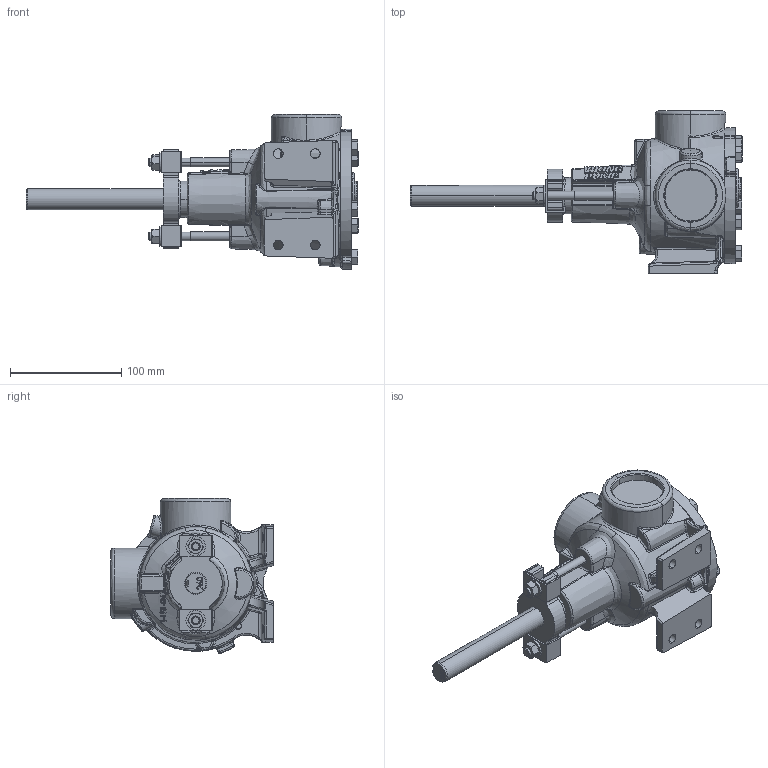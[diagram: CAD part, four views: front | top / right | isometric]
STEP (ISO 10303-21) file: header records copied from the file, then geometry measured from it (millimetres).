
FILE_DESCRIPTION (( 'STEP AP214' ), '1' );
FILE_NAME ('HL32.STEP', '2016-12-14T16:19:47', ( '' ), ( '' ), 'SwSTEP 2.0', 'SolidWorks 2016', '' );
FILE_SCHEMA (( 'AUTOMOTIVE_DESIGN' ));
Length unit declared in the file: inch
Products named in the file (2): HL32
Bounding box: 298.55 x 146.32 x 139.66 mm (x, y, z)
Volume: 1213986.1 mm3; surface area: 117789.9 mm2
Topology: 1 solids, 1 shells, 1211 faces, 3039 edges, 1835 vertices
Faces by surface type: bspline 507, plane 382, cylinder 172, cone 150
Entity records: 67708 total; most frequent: CARTESIAN_POINT 37059, ORIENTED_EDGE 5972, DIRECTION 3844, EDGE_CURVE 2986, VERTEX_POINT 1835, AXIS2_PLACEMENT_3D 1434, EDGE_LOOP 1281, FACE_OUTER_BOUND 1211
